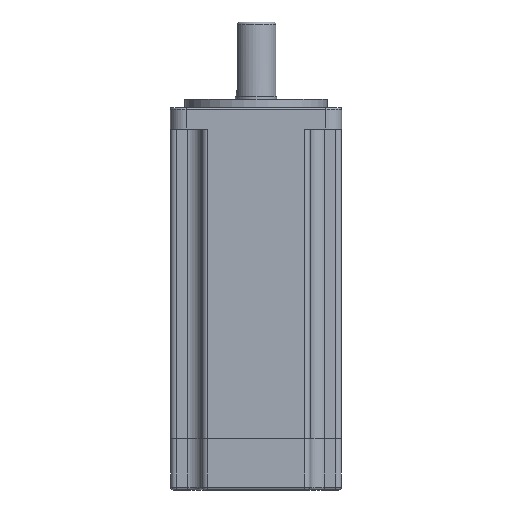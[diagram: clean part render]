
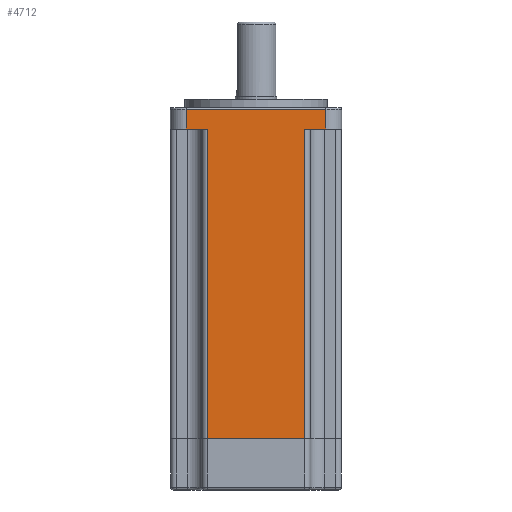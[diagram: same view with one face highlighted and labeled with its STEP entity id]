
A CAD part, front view. The second image highlights one B-rep face of the part: STEP entity #4712.
In plain terms, the highlighted planar face has unit normal (0, -1, 0).
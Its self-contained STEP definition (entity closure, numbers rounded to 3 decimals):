
#1988 = CARTESIAN_POINT ( 'NONE',  ( -17., -30., -116. ) ) ;
#2177 = VERTEX_POINT ( 'NONE', #50235 ) ;
#2253 = CARTESIAN_POINT ( 'NONE',  ( 24.5, -30., -7.5 ) ) ;
#2606 = DIRECTION ( 'NONE',  ( 0., 0., 1. ) ) ;
#2994 = ORIENTED_EDGE ( 'NONE', *, *, #14470, .T. ) ;
#3251 = LINE ( 'NONE', #48643, #14399 ) ;
#3835 = DIRECTION ( 'NONE',  ( -1., 0., 0. ) ) ;
#4712 = ADVANCED_FACE ( 'NONE', ( #48208 ), #25372, .F. ) ;
#6504 = VECTOR ( 'NONE', #32774, 1000. ) ;
#7936 = EDGE_CURVE ( 'NONE', #48822, #31595, #29609, .T. ) ;
#8113 = VERTEX_POINT ( 'NONE', #14876 ) ;
#8473 = EDGE_CURVE ( 'NONE', #2177, #16416, #50618, .T. ) ;
#9107 = LINE ( 'NONE', #41797, #6504 ) ;
#9798 = ORIENTED_EDGE ( 'NONE', *, *, #17490, .T. ) ;
#10155 = ORIENTED_EDGE ( 'NONE', *, *, #32586, .T. ) ;
#11783 = EDGE_LOOP ( 'NONE', ( #10155, #40929, #37524, #35277, #9798, #17249, #2994, #33580 ) ) ;
#12822 = CARTESIAN_POINT ( 'NONE',  ( -24.5, -30., -7.5 ) ) ;
#12946 = VERTEX_POINT ( 'NONE', #1988 ) ;
#14399 = VECTOR ( 'NONE', #15324, 1000. ) ;
#14470 = EDGE_CURVE ( 'NONE', #8113, #31595, #9107, .T. ) ;
#14876 = CARTESIAN_POINT ( 'NONE',  ( 17., -30., -116. ) ) ;
#15324 = DIRECTION ( 'NONE',  ( 0., 0., 1. ) ) ;
#15551 = VERTEX_POINT ( 'NONE', #38721 ) ;
#16416 = VERTEX_POINT ( 'NONE', #38590 ) ;
#17121 = LINE ( 'NONE', #32723, #54020 ) ;
#17249 = ORIENTED_EDGE ( 'NONE', *, *, #52688, .F. ) ;
#17267 = DIRECTION ( 'NONE',  ( -1., 0., 0. ) ) ;
#17490 = EDGE_CURVE ( 'NONE', #2177, #12946, #54372, .T. ) ;
#18869 = DIRECTION ( 'NONE',  ( -1., 0., 0. ) ) ;
#23339 = LINE ( 'NONE', #2253, #27317 ) ;
#25271 = CARTESIAN_POINT ( 'NONE',  ( 17., -30., -7.5 ) ) ;
#25372 = PLANE ( 'NONE',  #49855 ) ;
#26760 = VECTOR ( 'NONE', #18869, 1000. ) ;
#27317 = VECTOR ( 'NONE', #2606, 1000. ) ;
#27674 = VERTEX_POINT ( 'NONE', #45904 ) ;
#28708 = DIRECTION ( 'NONE',  ( -1., 0., 0. ) ) ;
#29609 = LINE ( 'NONE', #38635, #50677 ) ;
#31595 = VERTEX_POINT ( 'NONE', #25271 ) ;
#31988 = VECTOR ( 'NONE', #32315, 1000. ) ;
#32315 = DIRECTION ( 'NONE',  ( 0., 0., -1. ) ) ;
#32586 = EDGE_CURVE ( 'NONE', #48822, #15551, #23339, .T. ) ;
#32723 = CARTESIAN_POINT ( 'NONE',  ( -19., -30., -116. ) ) ;
#32774 = DIRECTION ( 'NONE',  ( 0., 0., 1. ) ) ;
#33580 = ORIENTED_EDGE ( 'NONE', *, *, #7936, .F. ) ;
#35277 = ORIENTED_EDGE ( 'NONE', *, *, #8473, .F. ) ;
#35684 = CARTESIAN_POINT ( 'NONE',  ( 24.5, -30., -7.5 ) ) ;
#36178 = CARTESIAN_POINT ( 'NONE',  ( -24.5, -30., -0.5 ) ) ;
#37524 = ORIENTED_EDGE ( 'NONE', *, *, #54286, .F. ) ;
#37721 = DIRECTION ( 'NONE',  ( 0., 1., 0. ) ) ;
#37894 = CARTESIAN_POINT ( 'NONE',  ( -24.5, -30., -7.5 ) ) ;
#38590 = CARTESIAN_POINT ( 'NONE',  ( -24.5, -30., -7.5 ) ) ;
#38635 = CARTESIAN_POINT ( 'NONE',  ( -24.5, -30., -7.5 ) ) ;
#38721 = CARTESIAN_POINT ( 'NONE',  ( 24.5, -30., -0.5 ) ) ;
#40929 = ORIENTED_EDGE ( 'NONE', *, *, #44983, .T. ) ;
#41797 = CARTESIAN_POINT ( 'NONE',  ( 17., -30., -7.5 ) ) ;
#44983 = EDGE_CURVE ( 'NONE', #15551, #27674, #47195, .T. ) ;
#45904 = CARTESIAN_POINT ( 'NONE',  ( -24.5, -30., -0.5 ) ) ;
#47106 = DIRECTION ( 'NONE',  ( -1., 0., 0. ) ) ;
#47195 = LINE ( 'NONE', #36178, #26760 ) ;
#47994 = VECTOR ( 'NONE', #3835, 1000. ) ;
#48208 = FACE_OUTER_BOUND ( 'NONE', #11783, .T. ) ;
#48643 = CARTESIAN_POINT ( 'NONE',  ( -24.5, -30., -7.5 ) ) ;
#48822 = VERTEX_POINT ( 'NONE', #35684 ) ;
#48913 = CARTESIAN_POINT ( 'NONE',  ( -17., -30., -7.5 ) ) ;
#49855 = AXIS2_PLACEMENT_3D ( 'NONE', #37894, #37721, #17267 ) ;
#50235 = CARTESIAN_POINT ( 'NONE',  ( -17., -30., -7.5 ) ) ;
#50618 = LINE ( 'NONE', #12822, #47994 ) ;
#50677 = VECTOR ( 'NONE', #47106, 1000. ) ;
#52688 = EDGE_CURVE ( 'NONE', #8113, #12946, #17121, .T. ) ;
#54020 = VECTOR ( 'NONE', #28708, 1000. ) ;
#54286 = EDGE_CURVE ( 'NONE', #16416, #27674, #3251, .T. ) ;
#54372 = LINE ( 'NONE', #48913, #31988 ) ;
